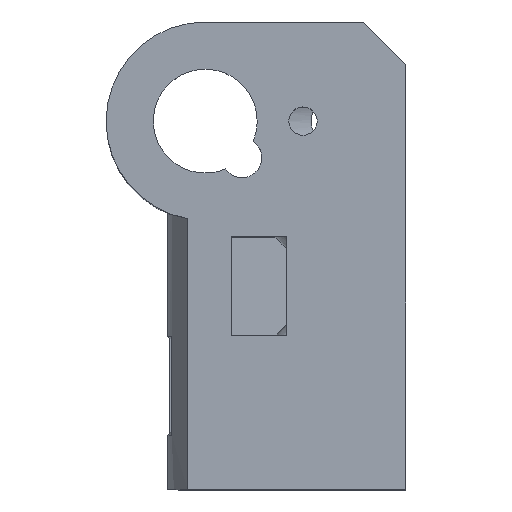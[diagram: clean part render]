
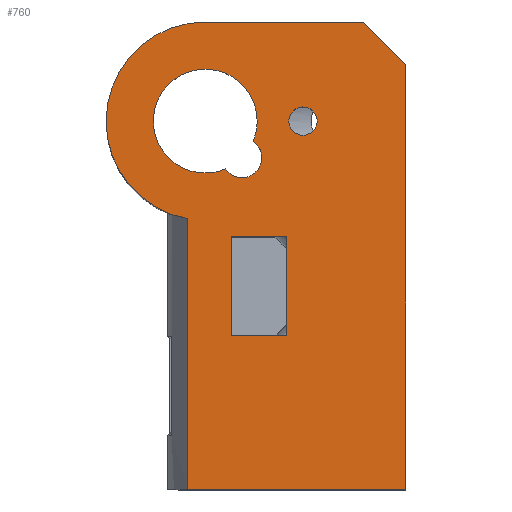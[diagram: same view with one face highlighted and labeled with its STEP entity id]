
A CAD part, top view. The second image highlights one B-rep face of the part: STEP entity #760.
In plain terms, the highlighted planar face has unit normal (0, 0, 1).
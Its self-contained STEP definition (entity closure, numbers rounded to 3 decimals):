
#306 = VERTEX_POINT('',#307);
#307 = CARTESIAN_POINT('',(21.25,6.,47.));
#313 = EDGE_CURVE('',#306,#314,#316,.T.);
#314 = VERTEX_POINT('',#315);
#315 = CARTESIAN_POINT('',(21.25,-39.,47.));
#316 = LINE('',#317,#318);
#317 = CARTESIAN_POINT('',(21.25,12.25,47.));
#318 = VECTOR('',#319,1.);
#319 = DIRECTION('',(0.,-1.,0.));
#715 = EDGE_CURVE('',#716,#306,#718,.T.);
#716 = VERTEX_POINT('',#717);
#717 = CARTESIAN_POINT('',(16.75,10.5,47.));
#718 = LINE('',#719,#720);
#719 = CARTESIAN_POINT('',(15.,12.25,47.));
#720 = VECTOR('',#721,1.);
#721 = DIRECTION('',(0.707,-0.707,0.));
#760 = ADVANCED_FACE('',(#761,#796,#825,#859),#870,.F.);
#761 = FACE_BOUND('',#762,.F.);
#762 = EDGE_LOOP('',(#763,#771,#772,#773,#781,#789));
#763 = ORIENTED_EDGE('',*,*,#764,.T.);
#764 = EDGE_CURVE('',#765,#716,#767,.T.);
#765 = VERTEX_POINT('',#766);
#766 = CARTESIAN_POINT('',(0.,10.5,47.));
#767 = LINE('',#768,#769);
#768 = CARTESIAN_POINT('',(2.004,10.5,47.));
#769 = VECTOR('',#770,1.);
#770 = DIRECTION('',(1.,0.,0.));
#771 = ORIENTED_EDGE('',*,*,#715,.T.);
#772 = ORIENTED_EDGE('',*,*,#313,.T.);
#773 = ORIENTED_EDGE('',*,*,#774,.T.);
#774 = EDGE_CURVE('',#314,#775,#777,.T.);
#775 = VERTEX_POINT('',#776);
#776 = CARTESIAN_POINT('',(-1.875,-39.,47.));
#777 = LINE('',#778,#779);
#778 = CARTESIAN_POINT('',(21.25,-39.,47.));
#779 = VECTOR('',#780,1.);
#780 = DIRECTION('',(-1.,0.,0.));
#781 = ORIENTED_EDGE('',*,*,#782,.F.);
#782 = EDGE_CURVE('',#783,#775,#785,.T.);
#783 = VERTEX_POINT('',#784);
#784 = CARTESIAN_POINT('',(-1.875,-10.331,47.));
#785 = LINE('',#786,#787);
#786 = CARTESIAN_POINT('',(-1.875,-11.123,47.));
#787 = VECTOR('',#788,1.);
#788 = DIRECTION('',(0.,-1.,0.));
#789 = ORIENTED_EDGE('',*,*,#790,.T.);
#790 = EDGE_CURVE('',#783,#765,#791,.T.);
#791 = CIRCLE('',#792,10.5);
#792 = AXIS2_PLACEMENT_3D('',#793,#794,#795);
#793 = CARTESIAN_POINT('',(0.,0.,47.));
#794 = DIRECTION('',(0.,0.,-1.));
#795 = DIRECTION('',(1.,0.,0.));
#796 = FACE_BOUND('',#797,.F.);
#797 = EDGE_LOOP('',(#798,#809,#818));
#798 = ORIENTED_EDGE('',*,*,#799,.T.);
#799 = EDGE_CURVE('',#800,#802,#804,.T.);
#800 = VERTEX_POINT('',#801);
#801 = CARTESIAN_POINT('',(5.063,-2.148,47.));
#802 = VERTEX_POINT('',#803);
#803 = CARTESIAN_POINT('',(5.5,0.,47.));
#804 = CIRCLE('',#805,5.5);
#805 = AXIS2_PLACEMENT_3D('',#806,#807,#808);
#806 = CARTESIAN_POINT('',(0.,0.,47.));
#807 = DIRECTION('',(0.,0.,1.));
#808 = DIRECTION('',(1.,0.,0.));
#809 = ORIENTED_EDGE('',*,*,#810,.T.);
#810 = EDGE_CURVE('',#802,#811,#813,.T.);
#811 = VERTEX_POINT('',#812);
#812 = CARTESIAN_POINT('',(2.148,-5.063,47.));
#813 = CIRCLE('',#814,5.5);
#814 = AXIS2_PLACEMENT_3D('',#815,#816,#817);
#815 = CARTESIAN_POINT('',(0.,0.,47.));
#816 = DIRECTION('',(0.,0.,1.));
#817 = DIRECTION('',(1.,0.,0.));
#818 = ORIENTED_EDGE('',*,*,#819,.T.);
#819 = EDGE_CURVE('',#811,#800,#820,.T.);
#820 = CIRCLE('',#821,2.1);
#821 = AXIS2_PLACEMENT_3D('',#822,#823,#824);
#822 = CARTESIAN_POINT('',(3.889,-3.889,47.));
#823 = DIRECTION('',(-0.,0.,1.));
#824 = DIRECTION('',(1.,0.,0.));
#825 = FACE_BOUND('',#826,.F.);
#826 = EDGE_LOOP('',(#827,#837,#845,#853));
#827 = ORIENTED_EDGE('',*,*,#828,.F.);
#828 = EDGE_CURVE('',#829,#831,#833,.T.);
#829 = VERTEX_POINT('',#830);
#830 = CARTESIAN_POINT('',(8.625,-22.75,47.));
#831 = VERTEX_POINT('',#832);
#832 = CARTESIAN_POINT('',(2.75,-22.75,47.));
#833 = LINE('',#834,#835);
#834 = CARTESIAN_POINT('',(21.25,-22.75,47.));
#835 = VECTOR('',#836,1.);
#836 = DIRECTION('',(-1.,0.,0.));
#837 = ORIENTED_EDGE('',*,*,#838,.T.);
#838 = EDGE_CURVE('',#829,#839,#841,.T.);
#839 = VERTEX_POINT('',#840);
#840 = CARTESIAN_POINT('',(8.625,-12.25,47.));
#841 = LINE('',#842,#843);
#842 = CARTESIAN_POINT('',(8.625,-33.25,47.));
#843 = VECTOR('',#844,1.);
#844 = DIRECTION('',(0.,1.,0.));
#845 = ORIENTED_EDGE('',*,*,#846,.T.);
#846 = EDGE_CURVE('',#839,#847,#849,.T.);
#847 = VERTEX_POINT('',#848);
#848 = CARTESIAN_POINT('',(2.75,-12.25,47.));
#849 = LINE('',#850,#851);
#850 = CARTESIAN_POINT('',(8.625,-12.25,47.));
#851 = VECTOR('',#852,1.);
#852 = DIRECTION('',(-1.,0.,0.));
#853 = ORIENTED_EDGE('',*,*,#854,.T.);
#854 = EDGE_CURVE('',#847,#831,#855,.T.);
#855 = LINE('',#856,#857);
#856 = CARTESIAN_POINT('',(2.75,-12.25,47.));
#857 = VECTOR('',#858,1.);
#858 = DIRECTION('',(0.,-1.,0.));
#859 = FACE_BOUND('',#860,.F.);
#860 = EDGE_LOOP('',(#861));
#861 = ORIENTED_EDGE('',*,*,#862,.T.);
#862 = EDGE_CURVE('',#863,#863,#865,.T.);
#863 = VERTEX_POINT('',#864);
#864 = CARTESIAN_POINT('',(11.85,0.,47.));
#865 = CIRCLE('',#866,1.5);
#866 = AXIS2_PLACEMENT_3D('',#867,#868,#869);
#867 = CARTESIAN_POINT('',(10.35,0.,47.));
#868 = DIRECTION('',(0.,0.,1.));
#869 = DIRECTION('',(1.,0.,0.));
#870 = PLANE('',#871);
#871 = AXIS2_PLACEMENT_3D('',#872,#873,#874);
#872 = CARTESIAN_POINT('',(4.008,-11.914,47.));
#873 = DIRECTION('',(0.,0.,-1.));
#874 = DIRECTION('',(0.,1.,0.));
